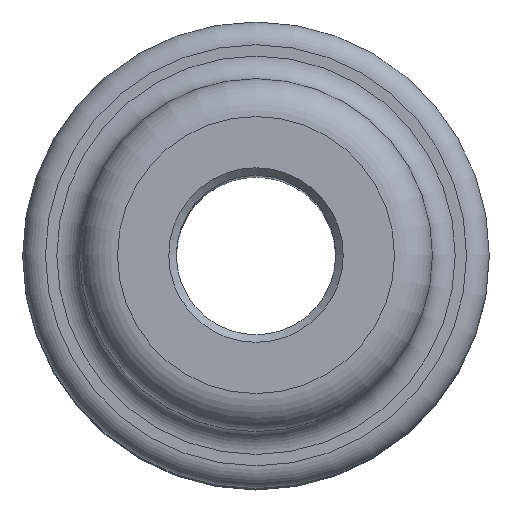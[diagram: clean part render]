
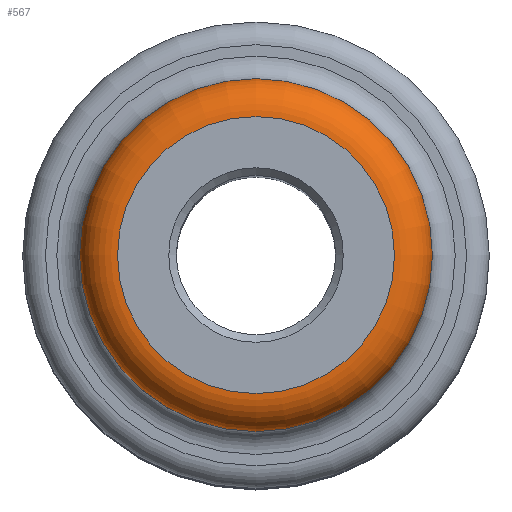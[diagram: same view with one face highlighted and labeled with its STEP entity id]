
A CAD part, top view. The second image highlights one B-rep face of the part: STEP entity #567.
In plain terms, the highlighted toroidal (fillet/blend) face has major radius 1.825 mm and minor radius 0.5 mm.
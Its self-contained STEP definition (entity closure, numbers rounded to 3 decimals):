
#51=TOROIDAL_SURFACE('',#687,1.825,0.5);
#67=FACE_OUTER_BOUND('',#99,.T.);
#99=EDGE_LOOP('',(#459,#460,#461,#462,#463,#464));
#213=CIRCLE('',#688,1.825);
#214=CIRCLE('',#689,1.825);
#215=CIRCLE('',#690,0.5);
#216=CIRCLE('',#691,2.325);
#217=CIRCLE('',#692,2.325);
#279=VERTEX_POINT('',#1089);
#280=VERTEX_POINT('',#1090);
#281=VERTEX_POINT('',#1093);
#282=VERTEX_POINT('',#1095);
#357=EDGE_CURVE('',#279,#280,#213,.T.);
#358=EDGE_CURVE('',#280,#279,#214,.T.);
#359=EDGE_CURVE('',#280,#281,#215,.T.);
#360=EDGE_CURVE('',#282,#281,#216,.T.);
#361=EDGE_CURVE('',#281,#282,#217,.T.);
#459=ORIENTED_EDGE('',*,*,#357,.F.);
#460=ORIENTED_EDGE('',*,*,#358,.F.);
#461=ORIENTED_EDGE('',*,*,#359,.T.);
#462=ORIENTED_EDGE('',*,*,#360,.F.);
#463=ORIENTED_EDGE('',*,*,#361,.F.);
#464=ORIENTED_EDGE('',*,*,#359,.F.);
#567=ADVANCED_FACE('',(#67),#51,.T.);
#687=AXIS2_PLACEMENT_3D('',#1088,#883,#884);
#688=AXIS2_PLACEMENT_3D('',#1091,#885,#886);
#689=AXIS2_PLACEMENT_3D('',#1092,#887,#888);
#690=AXIS2_PLACEMENT_3D('',#1094,#889,#890);
#691=AXIS2_PLACEMENT_3D('',#1096,#891,#892);
#692=AXIS2_PLACEMENT_3D('',#1097,#893,#894);
#883=DIRECTION('center_axis',(0.,0.,1.));
#884=DIRECTION('ref_axis',(1.,0.,0.));
#885=DIRECTION('center_axis',(0.,0.,1.));
#886=DIRECTION('ref_axis',(1.,0.,0.));
#887=DIRECTION('center_axis',(0.,0.,1.));
#888=DIRECTION('ref_axis',(1.,0.,0.));
#889=DIRECTION('center_axis',(0.,-1.,0.));
#890=DIRECTION('ref_axis',(-1.,0.,0.));
#891=DIRECTION('center_axis',(0.,0.,-1.));
#892=DIRECTION('ref_axis',(1.,0.,0.));
#893=DIRECTION('center_axis',(0.,0.,-1.));
#894=DIRECTION('ref_axis',(1.,0.,0.));
#1088=CARTESIAN_POINT('Origin',(0.,0.,6.6));
#1089=CARTESIAN_POINT('',(1.825,0.,7.1));
#1090=CARTESIAN_POINT('',(-1.825,0.,7.1));
#1091=CARTESIAN_POINT('Origin',(0.,0.,7.1));
#1092=CARTESIAN_POINT('Origin',(0.,0.,7.1));
#1093=CARTESIAN_POINT('',(-2.325,0.,6.6));
#1094=CARTESIAN_POINT('Origin',(-1.825,0.,6.6));
#1095=CARTESIAN_POINT('',(2.325,0.,6.6));
#1096=CARTESIAN_POINT('Origin',(0.,0.,6.6));
#1097=CARTESIAN_POINT('Origin',(0.,0.,6.6));
